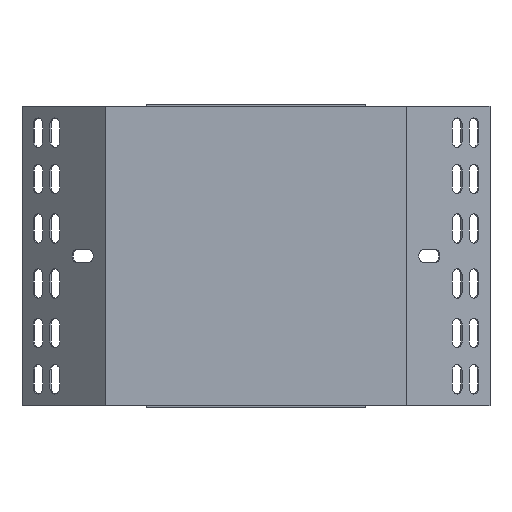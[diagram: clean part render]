
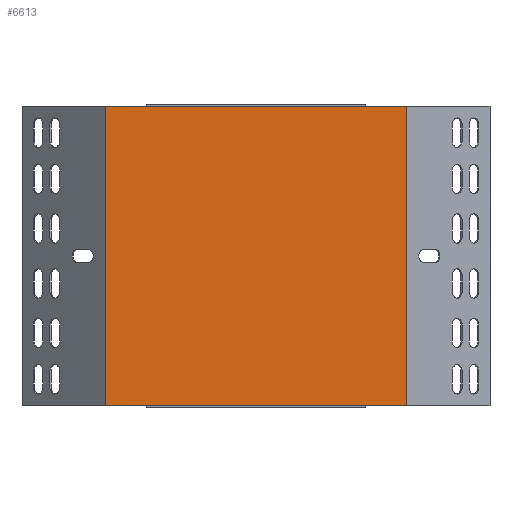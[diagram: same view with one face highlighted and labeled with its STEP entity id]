
A CAD part, front view. The second image highlights one B-rep face of the part: STEP entity #6613.
In plain terms, the highlighted planar face has unit normal (0, -1, 0).
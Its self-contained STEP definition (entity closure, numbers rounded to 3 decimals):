
#130 = CARTESIAN_POINT ( 'NONE',  ( -98.499, -23.927, 50.8 ) ) ;
#161 = VERTEX_POINT ( 'NONE', #5417 ) ;
#296 = DIRECTION ( 'NONE',  ( 0., 0., 1. ) ) ;
#400 = CARTESIAN_POINT ( 'NONE',  ( -98.499, -23.927, -100.612 ) ) ;
#443 = VERTEX_POINT ( 'NONE', #4339 ) ;
#459 = CARTESIAN_POINT ( 'NONE',  ( 54.263, -23.927, -100.612 ) ) ;
#464 = DIRECTION ( 'NONE',  ( 1., 0., 0. ) ) ;
#470 = DIRECTION ( 'NONE',  ( 0., 0., 1. ) ) ;
#484 = CARTESIAN_POINT ( 'NONE',  ( -99.403, -23.927, -100.8 ) ) ;
#1286 = CARTESIAN_POINT ( 'NONE',  ( -98.499, -23.927, -100.8 ) ) ;
#1396 = EDGE_CURVE ( 'NONE', #4456, #443, #5730, .T. ) ;
#1397 = AXIS2_PLACEMENT_3D ( 'NONE', #5013, #4986, #4979 ) ;
#1406 = EDGE_LOOP ( 'NONE', ( #4548, #4554, #4563, #4585 ) ) ;
#1496 = VERTEX_POINT ( 'NONE', #1286 ) ;
#1503 = DIRECTION ( 'NONE',  ( 1., 0., 0. ) ) ;
#1524 = CARTESIAN_POINT ( 'NONE',  ( -99.403, -23.927, 50.8 ) ) ;
#1788 = VECTOR ( 'NONE', #296, 1000. ) ;
#1794 = LINE ( 'NONE', #400, #1788 ) ;
#2273 = EDGE_CURVE ( 'NONE', #161, #443, #5340, .T. ) ;
#2281 = EDGE_CURVE ( 'NONE', #1496, #161, #5336, .T. ) ;
#4339 = CARTESIAN_POINT ( 'NONE',  ( 54.263, -23.927, 50.8 ) ) ;
#4424 = EDGE_CURVE ( 'NONE', #1496, #4456, #1794, .T. ) ;
#4456 = VERTEX_POINT ( 'NONE', #130 ) ;
#4548 = ORIENTED_EDGE ( 'NONE', *, *, #2281, .T. ) ;
#4554 = ORIENTED_EDGE ( 'NONE', *, *, #2273, .T. ) ;
#4563 = ORIENTED_EDGE ( 'NONE', *, *, #1396, .F. ) ;
#4585 = ORIENTED_EDGE ( 'NONE', *, *, #4424, .F. ) ;
#4979 = DIRECTION ( 'NONE',  ( 0., 0., 1. ) ) ;
#4986 = DIRECTION ( 'NONE',  ( 0., 1., 0. ) ) ;
#5013 = CARTESIAN_POINT ( 'NONE',  ( -98.168, -23.927, 50. ) ) ;
#5020 = PLANE ( 'NONE',  #1397 ) ;
#5321 = VECTOR ( 'NONE', #464, 1000. ) ;
#5328 = VECTOR ( 'NONE', #470, 1000. ) ;
#5336 = LINE ( 'NONE', #484, #5321 ) ;
#5340 = LINE ( 'NONE', #459, #5328 ) ;
#5417 = CARTESIAN_POINT ( 'NONE',  ( 54.263, -23.927, -100.8 ) ) ;
#5698 = VECTOR ( 'NONE', #1503, 1000. ) ;
#5730 = LINE ( 'NONE', #1524, #5698 ) ;
#6613 = ADVANCED_FACE ( 'NONE', ( #6742 ), #5020, .F. ) ;
#6742 = FACE_OUTER_BOUND ( 'NONE', #1406, .T. ) ;
